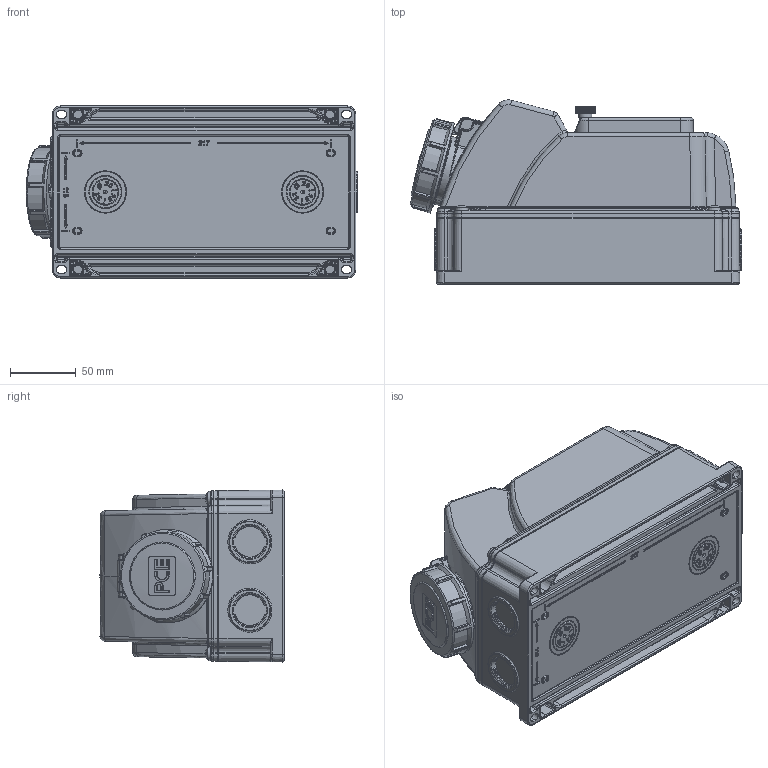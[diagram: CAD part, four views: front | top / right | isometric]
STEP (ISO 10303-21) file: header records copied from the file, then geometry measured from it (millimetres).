
FILE_DESCRIPTION (( 'STEP AP203' ), '1' );
FILE_NAME ('751323-6.STEP', '2018-05-14T11:21:30', ( '' ), ( '' ), 'SwSTEP 2.0', 'SolidWorks 2016', '' );
FILE_SCHEMA (( 'CONFIG_CONTROL_DESIGN' ));
Products named in the file (1): 751323-6
Bounding box: 252.15 x 140.03 x 130.86 mm (x, y, z)
Volume: 3290497.4 mm3; surface area: 193499.1 mm2
Topology: 1 solids, 1 shells, 2831 faces, 7384 edges, 4635 vertices
Faces by surface type: bspline 1013, plane 846, cylinder 788, cone 184
Full cylindrical faces by diameter (mm): 0.6 x1, 10 x2, 25.2 x3, 31.6 x3, 51.75 x1
Entity records: 135870 total; most frequent: CARTESIAN_POINT 76814, ORIENTED_EDGE 14502, DIRECTION 8992, EDGE_CURVE 7251, VERTEX_POINT 4592, AXIS2_PLACEMENT_3D 3151, EDGE_LOOP 3015, B_SPLINE_CURVE_WITH_KNOTS 2909
